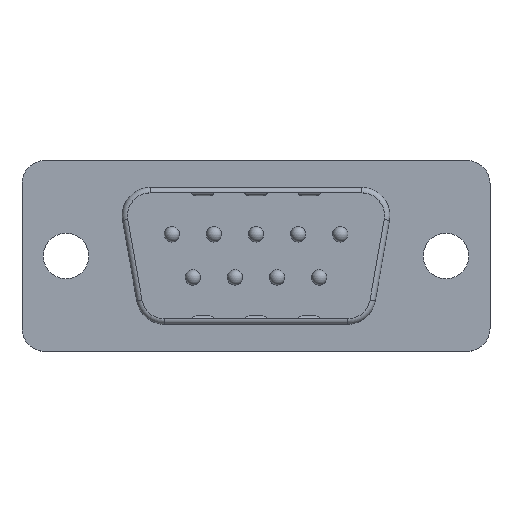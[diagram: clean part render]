
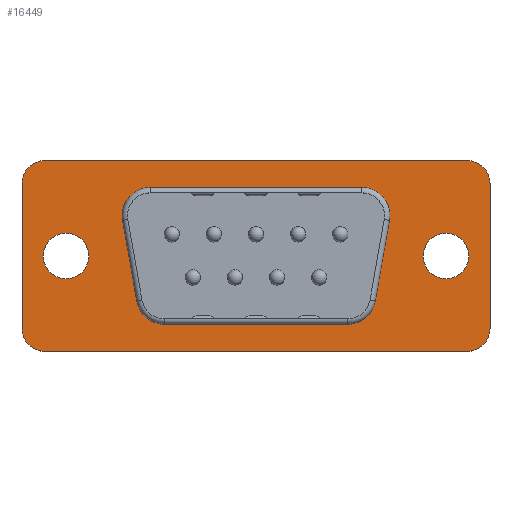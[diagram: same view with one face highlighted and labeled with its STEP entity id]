
A CAD part, top view. The second image highlights one B-rep face of the part: STEP entity #16449.
In plain terms, the highlighted face is planar.
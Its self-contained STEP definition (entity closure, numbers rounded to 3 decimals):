
#416=PLANE('',#17457);
#1188=LINE('',#30966,#2221);
#1192=LINE('',#30978,#2225);
#1196=LINE('',#30990,#2229);
#1200=LINE('',#31002,#2233);
#1312=LINE('',#31407,#2345);
#1317=LINE('',#31421,#2350);
#1328=LINE('',#31445,#2361);
#1329=LINE('',#31446,#2362);
#2221=VECTOR('',#19188,1000.);
#2225=VECTOR('',#19200,1000.);
#2229=VECTOR('',#19212,1000.);
#2233=VECTOR('',#19224,1000.);
#2345=VECTOR('',#19668,1000.);
#2350=VECTOR('',#19683,1000.);
#2361=VECTOR('',#19716,1000.);
#2362=VECTOR('',#19717,1000.);
#4341=ORIENTED_EDGE('',*,*,#7492,.T.);
#4342=ORIENTED_EDGE('',*,*,#7556,.T.);
#4343=ORIENTED_EDGE('',*,*,#7547,.F.);
#4344=ORIENTED_EDGE('',*,*,#7536,.T.);
#4345=ORIENTED_EDGE('',*,*,#7538,.F.);
#4346=ORIENTED_EDGE('',*,*,#7557,.T.);
#4347=ORIENTED_EDGE('',*,*,#7541,.F.);
#4348=ORIENTED_EDGE('',*,*,#7543,.T.);
#4349=ORIENTED_EDGE('',*,*,#7545,.F.);
#4350=ORIENTED_EDGE('',*,*,#7345,.T.);
#4351=ORIENTED_EDGE('',*,*,#7342,.T.);
#4352=ORIENTED_EDGE('',*,*,#7339,.T.);
#4353=ORIENTED_EDGE('',*,*,#7336,.T.);
#4354=ORIENTED_EDGE('',*,*,#7333,.T.);
#4355=ORIENTED_EDGE('',*,*,#7330,.T.);
#4356=ORIENTED_EDGE('',*,*,#7327,.T.);
#4357=ORIENTED_EDGE('',*,*,#7324,.T.);
#4358=ORIENTED_EDGE('',*,*,#7493,.T.);
#7324=EDGE_CURVE('',#9027,#9026,#1188,.T.);
#7327=EDGE_CURVE('',#9029,#9027,#9957,.T.);
#7330=EDGE_CURVE('',#9031,#9029,#1192,.T.);
#7333=EDGE_CURVE('',#9033,#9031,#9959,.T.);
#7336=EDGE_CURVE('',#9035,#9033,#1196,.T.);
#7339=EDGE_CURVE('',#9037,#9035,#9961,.T.);
#7342=EDGE_CURVE('',#9039,#9037,#1200,.T.);
#7345=EDGE_CURVE('',#9026,#9039,#9963,.T.);
#7492=EDGE_CURVE('',#9138,#9138,#9966,.T.);
#7493=EDGE_CURVE('',#9139,#9139,#9967,.T.);
#7536=EDGE_CURVE('',#9164,#9165,#1312,.T.);
#7538=EDGE_CURVE('',#9166,#9165,#9996,.T.);
#7541=EDGE_CURVE('',#9168,#9167,#9997,.T.);
#7543=EDGE_CURVE('',#9168,#9169,#1317,.T.);
#7545=EDGE_CURVE('',#9170,#9169,#9998,.T.);
#7547=EDGE_CURVE('',#9164,#9171,#9999,.T.);
#7556=EDGE_CURVE('',#9170,#9171,#1328,.T.);
#7557=EDGE_CURVE('',#9166,#9167,#1329,.T.);
#9026=VERTEX_POINT('',#30965);
#9027=VERTEX_POINT('',#30967);
#9029=VERTEX_POINT('',#30973);
#9031=VERTEX_POINT('',#30979);
#9033=VERTEX_POINT('',#30985);
#9035=VERTEX_POINT('',#30991);
#9037=VERTEX_POINT('',#30997);
#9039=VERTEX_POINT('',#31003);
#9138=VERTEX_POINT('',#31318);
#9139=VERTEX_POINT('',#31321);
#9164=VERTEX_POINT('',#31404);
#9165=VERTEX_POINT('',#31406);
#9166=VERTEX_POINT('',#31410);
#9167=VERTEX_POINT('',#31414);
#9168=VERTEX_POINT('',#31416);
#9169=VERTEX_POINT('',#31420);
#9170=VERTEX_POINT('',#31424);
#9171=VERTEX_POINT('',#31428);
#9957=CIRCLE('',#17266,1.5);
#9959=CIRCLE('',#17270,1.5);
#9961=CIRCLE('',#17274,1.5);
#9963=CIRCLE('',#17278,1.5);
#9966=CIRCLE('',#17394,1.5);
#9967=CIRCLE('',#17396,1.5);
#9996=CIRCLE('',#17443,1.85);
#9997=CIRCLE('',#17445,1.85);
#9998=CIRCLE('',#17448,1.85);
#9999=CIRCLE('',#17450,1.85);
#10438=EDGE_LOOP('',(#4341));
#10439=EDGE_LOOP('',(#4342,#4343,#4344,#4345,#4346,#4347,#4348,#4349));
#10440=EDGE_LOOP('',(#4350,#4351,#4352,#4353,#4354,#4355,#4356,#4357));
#10441=EDGE_LOOP('',(#4358));
#11157=FACE_BOUND('',#10438,.T.);
#11158=FACE_BOUND('',#10439,.T.);
#11159=FACE_BOUND('',#10440,.T.);
#11160=FACE_BOUND('',#10441,.T.);
#16449=ADVANCED_FACE('',(#11157,#11158,#11159,#11160),#416,.T.);
#17266=AXIS2_PLACEMENT_3D('',#30972,#19194,#19195);
#17270=AXIS2_PLACEMENT_3D('',#30984,#19206,#19207);
#17274=AXIS2_PLACEMENT_3D('',#30996,#19218,#19219);
#17278=AXIS2_PLACEMENT_3D('',#31007,#19230,#19231);
#17394=AXIS2_PLACEMENT_3D('',#31317,#19558,#19559);
#17396=AXIS2_PLACEMENT_3D('',#31320,#19562,#19563);
#17443=AXIS2_PLACEMENT_3D('',#31411,#19672,#19673);
#17445=AXIS2_PLACEMENT_3D('',#31417,#19678,#19679);
#17448=AXIS2_PLACEMENT_3D('',#31425,#19687,#19688);
#17450=AXIS2_PLACEMENT_3D('',#31429,#19692,#19693);
#17457=AXIS2_PLACEMENT_3D('',#31444,#19714,#19715);
#19188=DIRECTION('',(0.,0.,1.));
#19194=DIRECTION('',(0.,1.,0.));
#19195=DIRECTION('',(1.,0.,0.));
#19200=DIRECTION('',(-1.,0.,0.));
#19206=DIRECTION('',(0.,1.,0.));
#19207=DIRECTION('',(1.,0.,0.));
#19212=DIRECTION('',(0.,0.,-1.));
#19218=DIRECTION('',(0.,1.,0.));
#19219=DIRECTION('',(-1.,0.,0.));
#19224=DIRECTION('',(1.,0.,0.));
#19230=DIRECTION('',(0.,1.,0.));
#19231=DIRECTION('',(1.,0.,0.));
#19558=DIRECTION('',(0.,-1.,0.));
#19559=DIRECTION('',(-1.,0.,0.));
#19562=DIRECTION('',(0.,-1.,0.));
#19563=DIRECTION('',(-1.,0.,0.));
#19668=DIRECTION('',(0.174,0.,-0.985));
#19672=DIRECTION('',(0.,1.,0.));
#19673=DIRECTION('',(0.,0.,1.));
#19678=DIRECTION('',(0.,1.,0.));
#19679=DIRECTION('',(0.,0.,1.));
#19683=DIRECTION('',(0.174,0.,0.985));
#19687=DIRECTION('',(0.,1.,0.));
#19688=DIRECTION('',(0.,0.,1.));
#19692=DIRECTION('',(0.,1.,0.));
#19693=DIRECTION('',(0.,0.,1.));
#19714=DIRECTION('',(0.,1.,0.));
#19715=DIRECTION('',(0.,0.,1.));
#19716=DIRECTION('',(-1.,0.,0.));
#19717=DIRECTION('',(1.,0.,0.));
#30965=CARTESIAN_POINT('',(-15.4,5.4,4.775));
#30966=CARTESIAN_POINT('',(-15.4,5.4,-4.775));
#30967=CARTESIAN_POINT('',(-15.4,5.4,-4.775));
#30972=CARTESIAN_POINT('',(-13.9,5.4,-4.775));
#30973=CARTESIAN_POINT('',(-13.9,5.4,-6.275));
#30978=CARTESIAN_POINT('',(13.9,5.4,-6.275));
#30979=CARTESIAN_POINT('',(13.9,5.4,-6.275));
#30984=CARTESIAN_POINT('',(13.9,5.4,-4.775));
#30985=CARTESIAN_POINT('',(15.4,5.4,-4.775));
#30990=CARTESIAN_POINT('',(15.4,5.4,4.775));
#30991=CARTESIAN_POINT('',(15.4,5.4,4.775));
#30996=CARTESIAN_POINT('',(13.9,5.4,4.775));
#30997=CARTESIAN_POINT('',(13.9,5.4,6.275));
#31002=CARTESIAN_POINT('',(-13.9,5.4,6.275));
#31003=CARTESIAN_POINT('',(-13.9,5.4,6.275));
#31007=CARTESIAN_POINT('',(-13.9,5.4,4.775));
#31317=CARTESIAN_POINT('',(-12.5,5.4,0.));
#31318=CARTESIAN_POINT('',(-14.,5.4,0.));
#31320=CARTESIAN_POINT('',(12.5,5.4,0.));
#31321=CARTESIAN_POINT('',(11.,5.4,0.));
#31404=CARTESIAN_POINT('',(-8.782,5.4,2.329));
#31406=CARTESIAN_POINT('',(-7.847,5.4,-2.971));
#31407=CARTESIAN_POINT('',(-9.355,5.4,5.576));
#31410=CARTESIAN_POINT('',(-6.025,5.4,-4.5));
#31411=CARTESIAN_POINT('',(-6.025,5.4,-2.65));
#31414=CARTESIAN_POINT('',(6.025,5.4,-4.5));
#31416=CARTESIAN_POINT('',(7.847,5.4,-2.971));
#31417=CARTESIAN_POINT('',(6.025,5.4,-2.65));
#31420=CARTESIAN_POINT('',(8.782,5.4,2.329));
#31421=CARTESIAN_POINT('',(8.516,5.4,0.822));
#31424=CARTESIAN_POINT('',(6.96,5.4,4.5));
#31425=CARTESIAN_POINT('',(6.96,5.4,2.65));
#31428=CARTESIAN_POINT('',(-6.96,5.4,4.5));
#31429=CARTESIAN_POINT('',(-6.96,5.4,2.65));
#31444=CARTESIAN_POINT('',(-13.9,5.4,4.775));
#31445=CARTESIAN_POINT('',(-13.9,5.4,4.5));
#31446=CARTESIAN_POINT('',(-13.9,5.4,-4.5));
